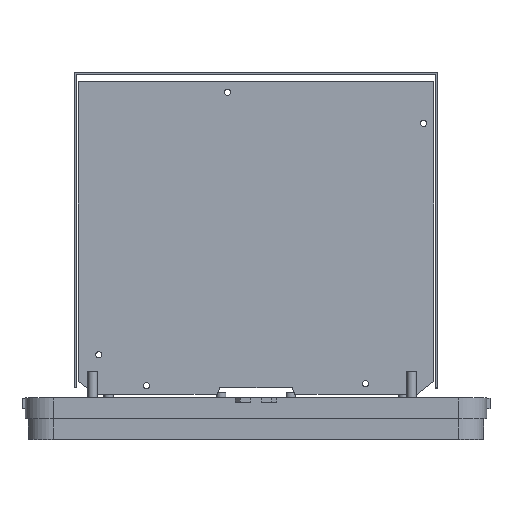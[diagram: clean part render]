
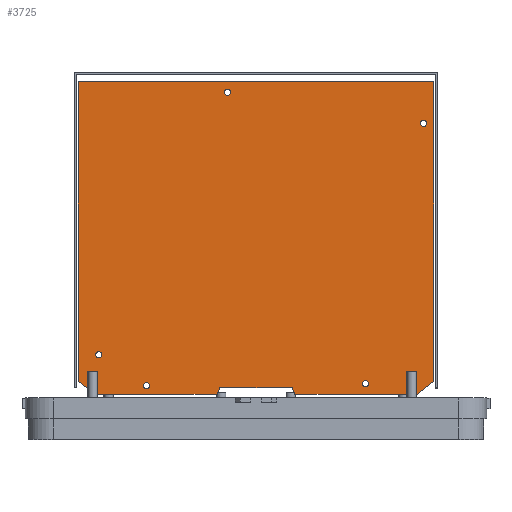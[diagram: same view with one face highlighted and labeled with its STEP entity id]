
A CAD part, top view. The second image highlights one B-rep face of the part: STEP entity #3725.
In plain terms, the highlighted planar face has unit normal (0, 0, 1).
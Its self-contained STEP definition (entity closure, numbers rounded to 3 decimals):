
#158=FACE_BOUND('',#836,.T.);
#159=FACE_BOUND('',#837,.T.);
#160=FACE_BOUND('',#838,.T.);
#161=FACE_BOUND('',#839,.T.);
#162=FACE_BOUND('',#840,.T.);
#300=PLANE('',#4251);
#533=FACE_OUTER_BOUND('',#835,.T.);
#835=EDGE_LOOP('',(#3377,#3378,#3379,#3380,#3381,#3382,#3383,#3384,#3385,
#3386));
#836=EDGE_LOOP('',(#3387));
#837=EDGE_LOOP('',(#3388));
#838=EDGE_LOOP('',(#3389));
#839=EDGE_LOOP('',(#3390));
#840=EDGE_LOOP('',(#3391));
#1107=LINE('',#6591,#1395);
#1110=LINE('',#6597,#1398);
#1113=LINE('',#6603,#1401);
#1116=LINE('',#6609,#1404);
#1119=LINE('',#6615,#1407);
#1122=LINE('',#6621,#1410);
#1125=LINE('',#6627,#1413);
#1128=LINE('',#6633,#1416);
#1131=LINE('',#6639,#1419);
#1134=LINE('',#6643,#1422);
#1395=VECTOR('',#5366,10.);
#1398=VECTOR('',#5371,10.);
#1401=VECTOR('',#5376,10.);
#1404=VECTOR('',#5381,10.);
#1407=VECTOR('',#5386,10.);
#1410=VECTOR('',#5391,10.);
#1413=VECTOR('',#5396,10.);
#1416=VECTOR('',#5401,10.);
#1419=VECTOR('',#5406,10.);
#1422=VECTOR('',#5411,10.);
#1601=CIRCLE('',#4227,1.5);
#1603=CIRCLE('',#4230,1.5);
#1605=CIRCLE('',#4233,1.5);
#1607=CIRCLE('',#4236,1.5);
#1609=CIRCLE('',#4239,1.5);
#1907=VERTEX_POINT('',#6555);
#1909=VERTEX_POINT('',#6561);
#1911=VERTEX_POINT('',#6567);
#1913=VERTEX_POINT('',#6573);
#1915=VERTEX_POINT('',#6579);
#1919=VERTEX_POINT('',#6588);
#1920=VERTEX_POINT('',#6590);
#1922=VERTEX_POINT('',#6596);
#1924=VERTEX_POINT('',#6602);
#1926=VERTEX_POINT('',#6608);
#1928=VERTEX_POINT('',#6614);
#1930=VERTEX_POINT('',#6620);
#1932=VERTEX_POINT('',#6626);
#1934=VERTEX_POINT('',#6632);
#1936=VERTEX_POINT('',#6638);
#2382=EDGE_CURVE('',#1907,#1907,#1601,.T.);
#2385=EDGE_CURVE('',#1909,#1909,#1603,.T.);
#2388=EDGE_CURVE('',#1911,#1911,#1605,.T.);
#2391=EDGE_CURVE('',#1913,#1913,#1607,.T.);
#2394=EDGE_CURVE('',#1915,#1915,#1609,.T.);
#2399=EDGE_CURVE('',#1920,#1919,#1107,.T.);
#2402=EDGE_CURVE('',#1922,#1920,#1110,.T.);
#2405=EDGE_CURVE('',#1924,#1922,#1113,.T.);
#2408=EDGE_CURVE('',#1926,#1924,#1116,.T.);
#2411=EDGE_CURVE('',#1928,#1926,#1119,.T.);
#2414=EDGE_CURVE('',#1930,#1928,#1122,.T.);
#2417=EDGE_CURVE('',#1932,#1930,#1125,.T.);
#2420=EDGE_CURVE('',#1934,#1932,#1128,.T.);
#2423=EDGE_CURVE('',#1936,#1934,#1131,.T.);
#2426=EDGE_CURVE('',#1919,#1936,#1134,.T.);
#3377=ORIENTED_EDGE('',*,*,#2426,.T.);
#3378=ORIENTED_EDGE('',*,*,#2423,.T.);
#3379=ORIENTED_EDGE('',*,*,#2420,.T.);
#3380=ORIENTED_EDGE('',*,*,#2417,.T.);
#3381=ORIENTED_EDGE('',*,*,#2414,.T.);
#3382=ORIENTED_EDGE('',*,*,#2411,.T.);
#3383=ORIENTED_EDGE('',*,*,#2408,.T.);
#3384=ORIENTED_EDGE('',*,*,#2405,.T.);
#3385=ORIENTED_EDGE('',*,*,#2402,.T.);
#3386=ORIENTED_EDGE('',*,*,#2399,.T.);
#3387=ORIENTED_EDGE('',*,*,#2394,.T.);
#3388=ORIENTED_EDGE('',*,*,#2391,.T.);
#3389=ORIENTED_EDGE('',*,*,#2388,.T.);
#3390=ORIENTED_EDGE('',*,*,#2385,.T.);
#3391=ORIENTED_EDGE('',*,*,#2382,.T.);
#3725=ADVANCED_FACE('',(#533,#158,#159,#160,#161,#162),#300,.T.);
#4227=AXIS2_PLACEMENT_3D('',#6556,#5329,#5330);
#4230=AXIS2_PLACEMENT_3D('',#6562,#5336,#5337);
#4233=AXIS2_PLACEMENT_3D('',#6568,#5343,#5344);
#4236=AXIS2_PLACEMENT_3D('',#6574,#5350,#5351);
#4239=AXIS2_PLACEMENT_3D('',#6580,#5357,#5358);
#4251=AXIS2_PLACEMENT_3D('',#6644,#5412,#5413);
#5329=DIRECTION('center_axis',(0.,0.,-1.));
#5330=DIRECTION('ref_axis',(1.,0.,0.));
#5336=DIRECTION('center_axis',(0.,0.,-1.));
#5337=DIRECTION('ref_axis',(1.,0.,0.));
#5343=DIRECTION('center_axis',(0.,0.,-1.));
#5344=DIRECTION('ref_axis',(1.,0.,0.));
#5350=DIRECTION('center_axis',(0.,0.,-1.));
#5351=DIRECTION('ref_axis',(1.,0.,0.));
#5357=DIRECTION('center_axis',(0.,0.,-1.));
#5358=DIRECTION('ref_axis',(1.,0.,0.));
#5366=DIRECTION('',(0.,-1.,0.));
#5371=DIRECTION('',(-1.,0.,0.));
#5376=DIRECTION('',(0.,1.,0.));
#5381=DIRECTION('',(0.789,0.614,0.));
#5386=DIRECTION('',(1.,0.,0.));
#5391=DIRECTION('',(0.385,-0.923,0.));
#5396=DIRECTION('',(1.,0.,0.));
#5401=DIRECTION('',(0.385,0.923,0.));
#5406=DIRECTION('',(1.,0.,0.));
#5411=DIRECTION('',(0.789,-0.614,0.));
#5412=DIRECTION('center_axis',(0.,0.,1.));
#5413=DIRECTION('ref_axis',(1.,0.,0.));
#6555=CARTESIAN_POINT('',(-54.25,26.,-48.4));
#6556=CARTESIAN_POINT('Origin',(-52.75,26.,-48.4));
#6561=CARTESIAN_POINT('',(51.25,27.,-48.4));
#6562=CARTESIAN_POINT('Origin',(52.75,27.,-48.4));
#6567=CARTESIAN_POINT('',(-77.25,41.,-48.4));
#6568=CARTESIAN_POINT('Origin',(-75.75,41.,-48.4));
#6573=CARTESIAN_POINT('',(-15.25,167.5,-48.4));
#6574=CARTESIAN_POINT('Origin',(-13.75,167.5,-48.4));
#6579=CARTESIAN_POINT('',(79.25,152.5,-48.4));
#6580=CARTESIAN_POINT('Origin',(80.75,152.5,-48.4));
#6588=CARTESIAN_POINT('',(-85.75,28.227,-48.4));
#6590=CARTESIAN_POINT('',(-85.75,172.5,-48.4));
#6591=CARTESIAN_POINT('',(-85.75,172.5,-48.4));
#6596=CARTESIAN_POINT('',(85.75,172.5,-48.4));
#6597=CARTESIAN_POINT('',(85.75,172.5,-48.4));
#6602=CARTESIAN_POINT('',(85.75,28.227,-48.4));
#6603=CARTESIAN_POINT('',(85.75,28.227,-48.4));
#6608=CARTESIAN_POINT('',(77.75,22.,-48.4));
#6609=CARTESIAN_POINT('',(77.75,22.,-48.4));
#6614=CARTESIAN_POINT('',(18.75,22.,-48.4));
#6615=CARTESIAN_POINT('',(18.75,22.,-48.4));
#6620=CARTESIAN_POINT('',(17.5,25.,-48.4));
#6621=CARTESIAN_POINT('',(17.5,25.,-48.4));
#6626=CARTESIAN_POINT('',(-17.5,25.,-48.4));
#6627=CARTESIAN_POINT('',(-17.5,25.,-48.4));
#6632=CARTESIAN_POINT('',(-18.75,22.,-48.4));
#6633=CARTESIAN_POINT('',(-18.75,22.,-48.4));
#6638=CARTESIAN_POINT('',(-77.75,22.,-48.4));
#6639=CARTESIAN_POINT('',(-77.75,22.,-48.4));
#6643=CARTESIAN_POINT('',(-85.75,28.227,-48.4));
#6644=CARTESIAN_POINT('Origin',(0.,97.25,-48.4));
